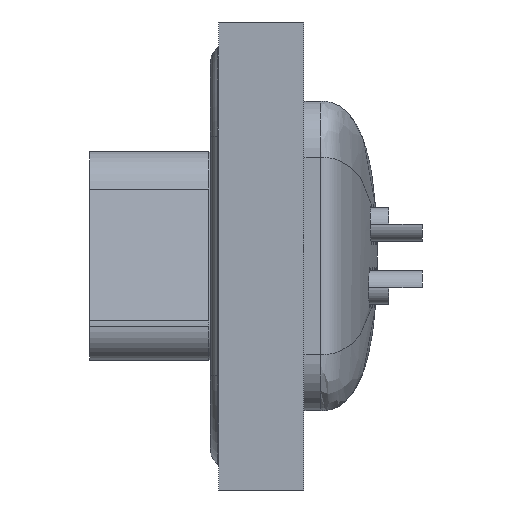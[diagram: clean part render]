
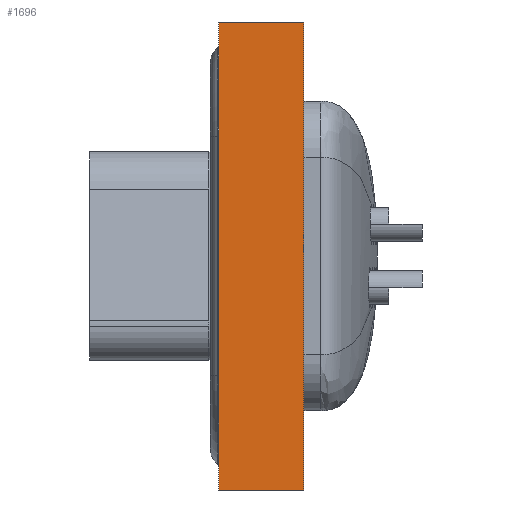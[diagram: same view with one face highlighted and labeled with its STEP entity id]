
A CAD part, left-side view. The second image highlights one B-rep face of the part: STEP entity #1696.
In plain terms, the highlighted planar face has unit normal (-1, 0, 0).
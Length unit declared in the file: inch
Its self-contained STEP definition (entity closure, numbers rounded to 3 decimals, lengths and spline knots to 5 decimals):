
#83 = ORIENTED_EDGE ( 'NONE', *, *, #34185, .T. ) ;
#989 = LINE ( 'NONE', #12447, #16817 ) ;
#1429 = VERTEX_POINT ( 'NONE', #2899 ) ;
#1466 = PLANE ( 'NONE',  #4178 ) ;
#1696 = ADVANCED_FACE ( 'NONE', ( #9731 ), #1466, .F. ) ;
#2172 = DIRECTION ( 'NONE',  ( 0., 0., 1. ) ) ;
#2899 = CARTESIAN_POINT ( 'NONE',  ( -1.2695, -0.07579, 0.41535 ) ) ;
#3549 = VECTOR ( 'NONE', #9887, 39.37008 ) ;
#4081 = VERTEX_POINT ( 'NONE', #32889 ) ;
#4178 = AXIS2_PLACEMENT_3D ( 'NONE', #30799, #22312, #4488 ) ;
#4488 = DIRECTION ( 'NONE',  ( 0., 0., -1. ) ) ;
#5207 = CARTESIAN_POINT ( 'NONE',  ( -1.2695, 0.07579, -0.41535 ) ) ;
#6914 = CARTESIAN_POINT ( 'NONE',  ( -1.2695, -0.07579, -0.41535 ) ) ;
#9731 = FACE_OUTER_BOUND ( 'NONE', #12214, .T. ) ;
#9887 = DIRECTION ( 'NONE',  ( 0., 0., 1. ) ) ;
#12214 = EDGE_LOOP ( 'NONE', ( #38255, #29723, #19704, #83 ) ) ;
#12447 = CARTESIAN_POINT ( 'NONE',  ( -1.2695, 0.07579, 0.41535 ) ) ;
#12482 = LINE ( 'NONE', #6914, #3549 ) ;
#14253 = VECTOR ( 'NONE', #2172, 39.37008 ) ;
#16094 = LINE ( 'NONE', #5207, #14253 ) ;
#16817 = VECTOR ( 'NONE', #33206, 39.37008 ) ;
#19704 = ORIENTED_EDGE ( 'NONE', *, *, #30683, .F. ) ;
#20960 = CARTESIAN_POINT ( 'NONE',  ( -1.2695, 0.07579, 0.41535 ) ) ;
#22312 = DIRECTION ( 'NONE',  ( 1., 0., 0. ) ) ;
#24088 = CARTESIAN_POINT ( 'NONE',  ( -1.2695, 0.07579, -0.41535 ) ) ;
#24638 = EDGE_CURVE ( 'NONE', #25219, #1429, #989, .T. ) ;
#25219 = VERTEX_POINT ( 'NONE', #20960 ) ;
#25793 = CARTESIAN_POINT ( 'NONE',  ( -1.2695, 0.07579, -0.41535 ) ) ;
#28785 = DIRECTION ( 'NONE',  ( 0., -1., 0. ) ) ;
#29448 = LINE ( 'NONE', #25793, #35450 ) ;
#29723 = ORIENTED_EDGE ( 'NONE', *, *, #24638, .F. ) ;
#30683 = EDGE_CURVE ( 'NONE', #34470, #25219, #16094, .T. ) ;
#30799 = CARTESIAN_POINT ( 'NONE',  ( -1.2695, 0.07579, -0.41535 ) ) ;
#32889 = CARTESIAN_POINT ( 'NONE',  ( -1.2695, -0.07579, -0.41535 ) ) ;
#33206 = DIRECTION ( 'NONE',  ( 0., -1., 0. ) ) ;
#34185 = EDGE_CURVE ( 'NONE', #34470, #4081, #29448, .T. ) ;
#34470 = VERTEX_POINT ( 'NONE', #24088 ) ;
#35450 = VECTOR ( 'NONE', #28785, 39.37008 ) ;
#37107 = EDGE_CURVE ( 'NONE', #4081, #1429, #12482, .T. ) ;
#38255 = ORIENTED_EDGE ( 'NONE', *, *, #37107, .T. ) ;
